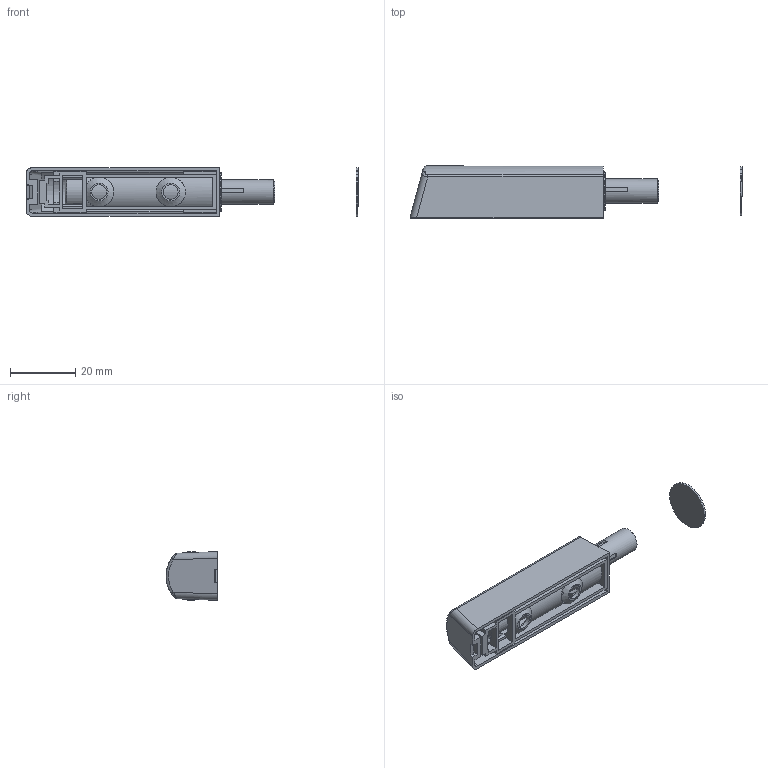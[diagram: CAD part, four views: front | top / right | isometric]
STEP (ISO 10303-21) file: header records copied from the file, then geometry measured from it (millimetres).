
FILE_DESCRIPTION(/* description */ (''),/* implementation_level */ '2;1');
FILE_NAME(/* name */ '',/* time_stamp */ '2022-11-03T09:10:55+01:00',/* author */ ('tomaszw'),/* organization */ (''),/* preprocessor_version */ 'ST-DEVELOPER v19.2',/* originating_system */ 'Autodesk Inventor 2023',/* authorisation */ '');
FILE_SCHEMA (('AUTOMOTIVE_DESIGN { 1 0 10303 214 3 1 1 }'));
Length unit declared in the file: millimetre
Products named in the file (6): Zespół3; Część5; Zespół1; Część1; Część2; Część6
Assembly tree (5 placements, depth 3):
  Zespół3
    Część5
    Zespół1
      Część1
      Część2
      Część6
Bounding box: 102.1 x 15.99 x 15 mm (x, y, z)
Volume: 7653 mm3; surface area: 11827.3 mm2
Topology: 6 solids, 6 shells, 159 faces, 410 edges, 265 vertices
Faces by surface type: plane 108, cylinder 44, bspline 3, cone 3, torus 1
Full cylindrical faces by diameter (mm): 4.5 x2, 6.4 x1, 6.6 x1, 7.6 x1, 7.999 x2, 8 x1, 10 x1, 12 x1, 12.365 x1, 15 x1
Entity records: 5295 total; most frequent: CARTESIAN_POINT 1107, DIRECTION 829, ORIENTED_EDGE 828, EDGE_CURVE 414, LINE 291, VECTOR 291, AXIS2_PLACEMENT_3D 269, VERTEX_POINT 264
